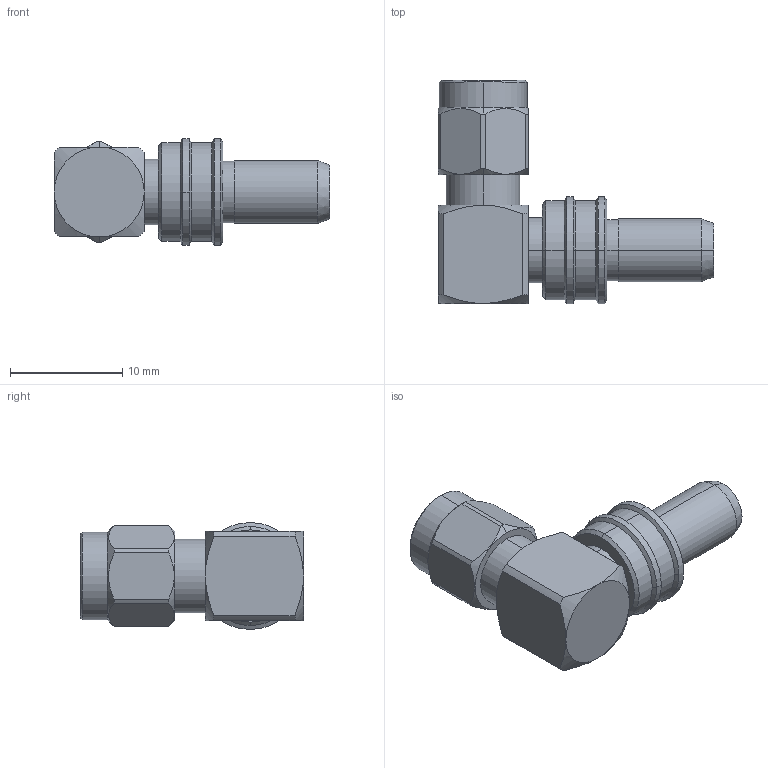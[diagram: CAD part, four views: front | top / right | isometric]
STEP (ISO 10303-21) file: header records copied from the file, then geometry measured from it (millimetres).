
FILE_DESCRIPTION (( 'STEP AP203' ), '1' );
FILE_NAME ('3190-6546(TC-240-SM-RA-SS-D).STEP', '2020-07-30T04:53:03', ( '' ), ( '' ), 'SwSTEP 2.0', 'SolidWorks 2018', '' );
FILE_SCHEMA (( 'CONFIG_CONTROL_DESIGN' ));
Length unit declared in the file: millimetre
Products named in the file (1): 3190-6546(TC-240-SM-RA-SS-D)
Bounding box: 24.5 x 19.85 x 9.5 mm (x, y, z)
Volume: 1506.5 mm3; surface area: 1345.2 mm2
Topology: 1 solids, 1 shells, 99 faces, 229 edges, 142 vertices
Faces by surface type: cylinder 41, cone 36, plane 22
Entity records: 3062 total; most frequent: CARTESIAN_POINT 683, DIRECTION 523, ORIENTED_EDGE 458, EDGE_CURVE 229, AXIS2_PLACEMENT_3D 222, VERTEX_POINT 142, CIRCLE 122, EDGE_LOOP 109
